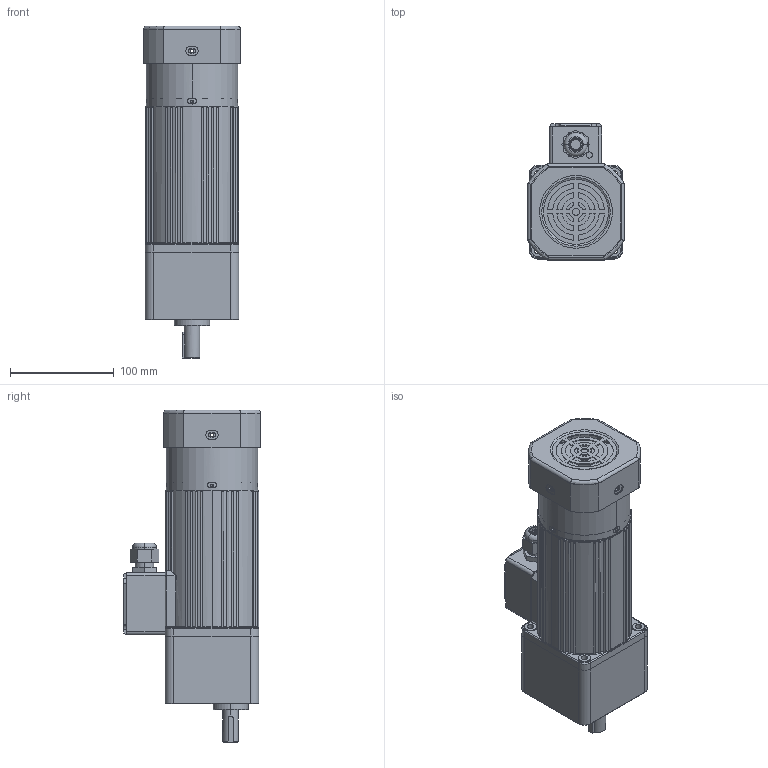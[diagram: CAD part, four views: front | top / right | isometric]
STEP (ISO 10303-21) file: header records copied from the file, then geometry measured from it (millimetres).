
FILE_DESCRIPTION (( 'STEP AP203' ), '1' );
FILE_NAME ('5IK180(R)-MFT+5GU3-750KB.STEP', '2020-01-10T03:09:53', ( 'Sky123.Org' ), ( 'Sky123.Org' ), 'SwSTEP 2.0', 'SolidWorks 2014', '' );
FILE_SCHEMA (( 'CONFIG_CONTROL_DESIGN' ));
Length unit declared in the file: millimetre
Products named in the file (11): 5GU3-750KB; 峚倰萇儂諉盄碟02; NPT1-2萇擢芛; NPT1-2つ踡芛; NPT1-2萇擢芛蚾饜极; 5IK180A; 微型减速机接线盒装配体; 90傻瑞欶褲; 5IK180(R)-MFT+5GU3-750KB; 90价陬ん欶褲
Assembly tree (10 placements, depth 4):
  5IK180(R)-MFT+5GU3-750KB
    5IK180A
    90傻瑞欶褲
    90价陬ん欶褲
    5GU3-750KB
      5GU3-750KB
    微型减速机接线盒装配体
      峚倰萇儂諉盄碟02
      NPT1-2萇擢芛蚾饜极
        NPT1-2萇擢芛
        NPT1-2つ踡芛
Bounding box: 93 x 131.5 x 319.5 mm (x, y, z)
Volume: 1563241.8 mm3; surface area: 226926.6 mm2
Topology: 7 solids, 7 shells, 854 faces, 2279 edges, 1459 vertices
Faces by surface type: cylinder 314, plane 301, torus 164, bspline 44, cone 29, sphere 2
Entity records: 34251 total; most frequent: CARTESIAN_POINT 11912, ORIENTED_EDGE 4538, DIRECTION 4358, EDGE_CURVE 2269, AXIS2_PLACEMENT_3D 1701, VERTEX_POINT 1459, EDGE_LOOP 970, LINE 956
